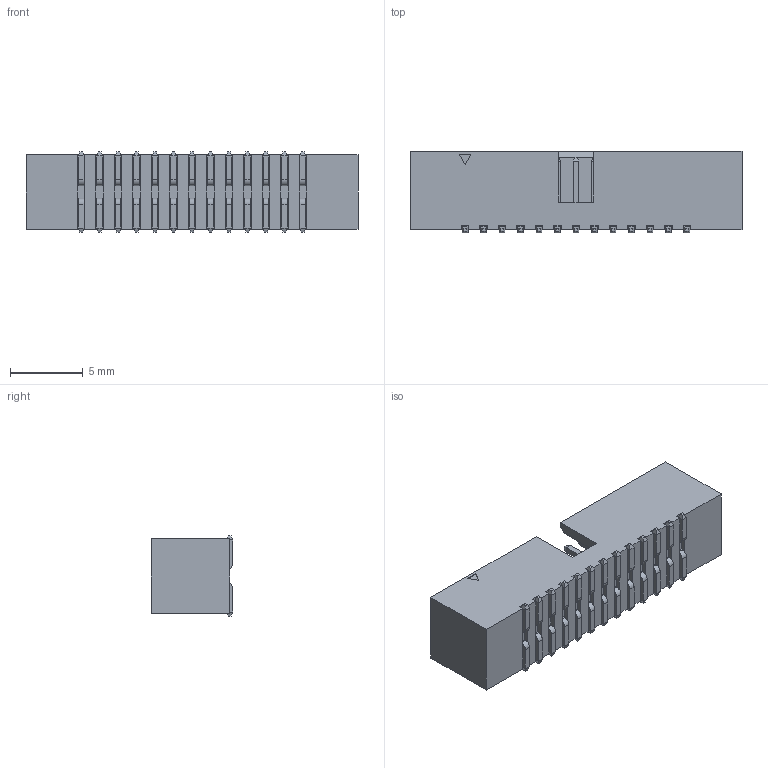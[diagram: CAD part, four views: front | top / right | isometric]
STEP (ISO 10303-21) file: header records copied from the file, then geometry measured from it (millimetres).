
FILE_DESCRIPTION (( 'STEP AP214' ), '1' );
FILE_NAME ('3220-26-0300-00.STEP', '2024-06-23T19:15:11', ( '' ), ( '' ), 'SwSTEP 2.0', 'SolidWorks 2021', '' );
FILE_SCHEMA (( 'AUTOMOTIVE_DESIGN' ));
Length unit declared in the file: millimetre
Products named in the file (4): 3220-26-0300-00; Pin^3220-xx-0300-00; 3220-xx-0300-00 body_26; MirrorPin^3220-xx-0300-00
Assembly tree (27 placements, depth 2):
  3220-26-0300-00
    3220-xx-0300-00 body_26
    Pin^3220-xx-0300-00  x13
    MirrorPin^3220-xx-0300-00  x13
Bounding box: 22.81 x 5.6 x 5.5 mm (x, y, z)
Volume: 352.9 mm3; surface area: 1071.3 mm2
Topology: 27 solids, 27 shells, 621 faces, 1486 edges, 920 vertices
Faces by surface type: plane 595, cylinder 26
Entity records: 7146 total; most frequent: CARTESIAN_POINT 1233, ORIENTED_EDGE 1196, DIRECTION 1088, EDGE_CURVE 598, VECTOR 594, LINE 594, VERTEX_POINT 392, EDGE_LOOP 266
